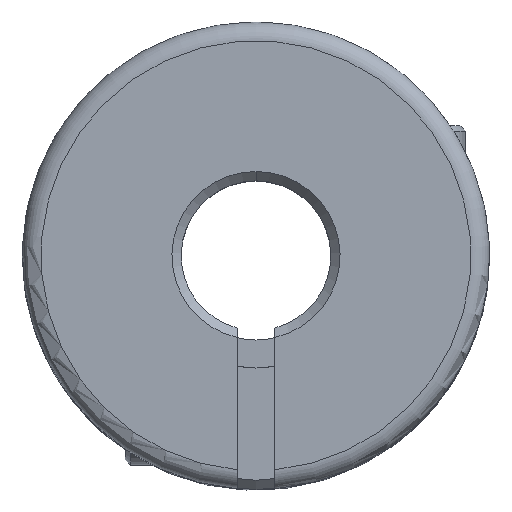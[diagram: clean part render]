
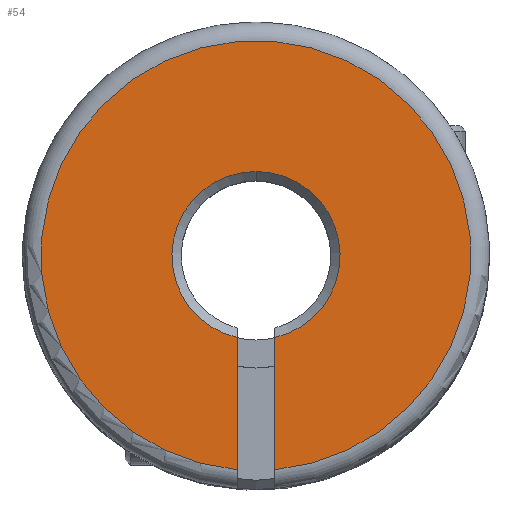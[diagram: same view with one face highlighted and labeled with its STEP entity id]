
A CAD part, top view. The second image highlights one B-rep face of the part: STEP entity #54.
In plain terms, the highlighted planar face has unit normal (0, 0, 1).
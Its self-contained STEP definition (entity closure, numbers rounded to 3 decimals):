
#41 = AXIS2_PLACEMENT_3D ( 'NONE', #2901, #3193, #2922 ) ;
#54 = ADVANCED_FACE ( 'NONE', ( #3174 ), #1793, .F. ) ;
#85 = CARTESIAN_POINT ( 'NONE',  ( -10.028, 3.611, 45.045 ) ) ;
#98 = EDGE_CURVE ( 'NONE', #504, #728, #102, .T. ) ;
#102 = LINE ( 'NONE', #2336, #1440 ) ;
#161 = EDGE_CURVE ( 'NONE', #728, #3021, #2954, .T. ) ;
#167 = CIRCLE ( 'NONE', #2672, 4.5 ) ;
#504 = VERTEX_POINT ( 'NONE', #3032 ) ;
#566 = AXIS2_PLACEMENT_3D ( 'NONE', #2754, #2184, #3527 ) ;
#728 = VERTEX_POINT ( 'NONE', #972 ) ;
#733 = ORIENTED_EDGE ( 'NONE', *, *, #1147, .T. ) ;
#972 = CARTESIAN_POINT ( 'NONE',  ( -9.028, -12.346, 45.045 ) ) ;
#981 = EDGE_LOOP ( 'NONE', ( #1193, #2862, #733, #2432, #2604 ) ) ;
#1034 = DIRECTION ( 'NONE',  ( 0., 0., -1. ) ) ;
#1134 = CARTESIAN_POINT ( 'NONE',  ( -11.028, -1.889, 45.045 ) ) ;
#1147 = EDGE_CURVE ( 'NONE', #2219, #504, #167, .T. ) ;
#1171 = DIRECTION ( 'NONE',  ( 0., 1., 0. ) ) ;
#1193 = ORIENTED_EDGE ( 'NONE', *, *, #3381, .T. ) ;
#1308 = VERTEX_POINT ( 'NONE', #2511 ) ;
#1438 = LINE ( 'NONE', #1134, #2371 ) ;
#1440 = VECTOR ( 'NONE', #3461, 1000. ) ;
#1478 = DIRECTION ( 'NONE',  ( 0., 0., -1. ) ) ;
#1793 = PLANE ( 'NONE',  #41 ) ;
#2184 = DIRECTION ( 'NONE',  ( 0., 0., 1. ) ) ;
#2219 = VERTEX_POINT ( 'NONE', #85 ) ;
#2224 = CARTESIAN_POINT ( 'NONE',  ( -10.028, -0.889, 45.045 ) ) ;
#2239 = CARTESIAN_POINT ( 'NONE',  ( -11.028, -12.346, 45.045 ) ) ;
#2336 = CARTESIAN_POINT ( 'NONE',  ( -9.028, -1.889, 45.045 ) ) ;
#2371 = VECTOR ( 'NONE', #1171, 1000. ) ;
#2432 = ORIENTED_EDGE ( 'NONE', *, *, #98, .T. ) ;
#2436 = DIRECTION ( 'NONE',  ( 0., -1., 0. ) ) ;
#2511 = CARTESIAN_POINT ( 'NONE',  ( -11.028, -5.277, 45.045 ) ) ;
#2604 = ORIENTED_EDGE ( 'NONE', *, *, #161, .T. ) ;
#2672 = AXIS2_PLACEMENT_3D ( 'NONE', #3237, #1034, #2436 ) ;
#2754 = CARTESIAN_POINT ( 'NONE',  ( -10.028, -0.889, 45.045 ) ) ;
#2862 = ORIENTED_EDGE ( 'NONE', *, *, #2930, .T. ) ;
#2901 = CARTESIAN_POINT ( 'NONE',  ( -10.028, -0.889, 45.045 ) ) ;
#2922 = DIRECTION ( 'NONE',  ( 0., -1., 0. ) ) ;
#2930 = EDGE_CURVE ( 'NONE', #1308, #2219, #3109, .T. ) ;
#2954 = CIRCLE ( 'NONE', #566, 11.5 ) ;
#3021 = VERTEX_POINT ( 'NONE', #2239 ) ;
#3032 = CARTESIAN_POINT ( 'NONE',  ( -9.028, -5.277, 45.045 ) ) ;
#3109 = CIRCLE ( 'NONE', #3176, 4.5 ) ;
#3135 = DIRECTION ( 'NONE',  ( 0., -1., 0. ) ) ;
#3174 = FACE_OUTER_BOUND ( 'NONE', #981, .T. ) ;
#3176 = AXIS2_PLACEMENT_3D ( 'NONE', #2224, #1478, #3135 ) ;
#3193 = DIRECTION ( 'NONE',  ( 0., 0., -1. ) ) ;
#3237 = CARTESIAN_POINT ( 'NONE',  ( -10.028, -0.889, 45.045 ) ) ;
#3381 = EDGE_CURVE ( 'NONE', #3021, #1308, #1438, .T. ) ;
#3461 = DIRECTION ( 'NONE',  ( 0., -1., 0. ) ) ;
#3527 = DIRECTION ( 'NONE',  ( 0., -1., 0. ) ) ;
